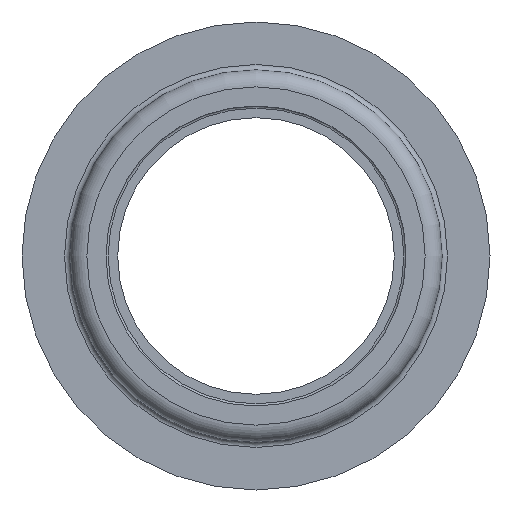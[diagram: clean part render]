
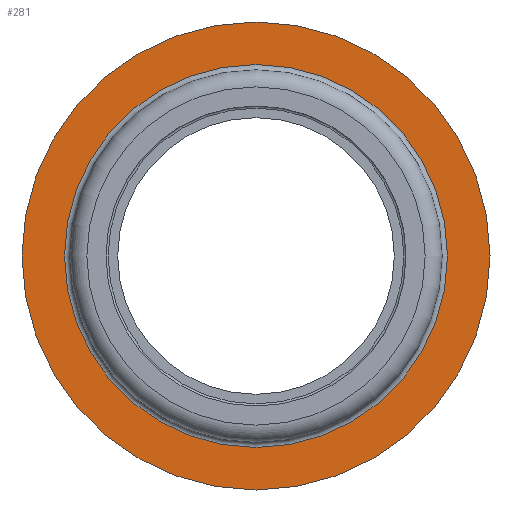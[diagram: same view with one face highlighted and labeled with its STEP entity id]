
A CAD part, left-side view. The second image highlights one B-rep face of the part: STEP entity #281.
In plain terms, the highlighted planar face has unit normal (-1, 0, 0).
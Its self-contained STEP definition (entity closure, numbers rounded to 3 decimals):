
#16=PLANE('',#310);
#33=FACE_BOUND('',#84,.T.);
#57=FACE_OUTER_BOUND('',#83,.T.);
#83=EDGE_LOOP('',(#203));
#84=EDGE_LOOP('',(#204));
#128=CIRCLE('',#307,18.);
#130=CIRCLE('',#311,22.);
#152=VERTEX_POINT('',#455);
#154=VERTEX_POINT('',#461);
#176=EDGE_CURVE('',#152,#152,#128,.T.);
#178=EDGE_CURVE('',#154,#154,#130,.T.);
#203=ORIENTED_EDGE('',*,*,#178,.F.);
#204=ORIENTED_EDGE('',*,*,#176,.F.);
#281=ADVANCED_FACE('',(#57,#33),#16,.T.);
#307=AXIS2_PLACEMENT_3D('',#456,#359,#360);
#310=AXIS2_PLACEMENT_3D('',#460,#365,#366);
#311=AXIS2_PLACEMENT_3D('',#462,#367,#368);
#359=DIRECTION('center_axis',(-1.,0.,0.));
#360=DIRECTION('ref_axis',(0.,-1.,0.));
#365=DIRECTION('center_axis',(-1.,0.,0.));
#366=DIRECTION('ref_axis',(0.,0.,1.));
#367=DIRECTION('center_axis',(1.,0.,0.));
#368=DIRECTION('ref_axis',(0.,0.,-1.));
#455=CARTESIAN_POINT('',(-10.,18.,0.));
#456=CARTESIAN_POINT('Origin',(-10.,0.,0.));
#460=CARTESIAN_POINT('Origin',(-10.,22.,0.));
#461=CARTESIAN_POINT('',(-10.,22.,0.));
#462=CARTESIAN_POINT('Origin',(-10.,0.,0.));
